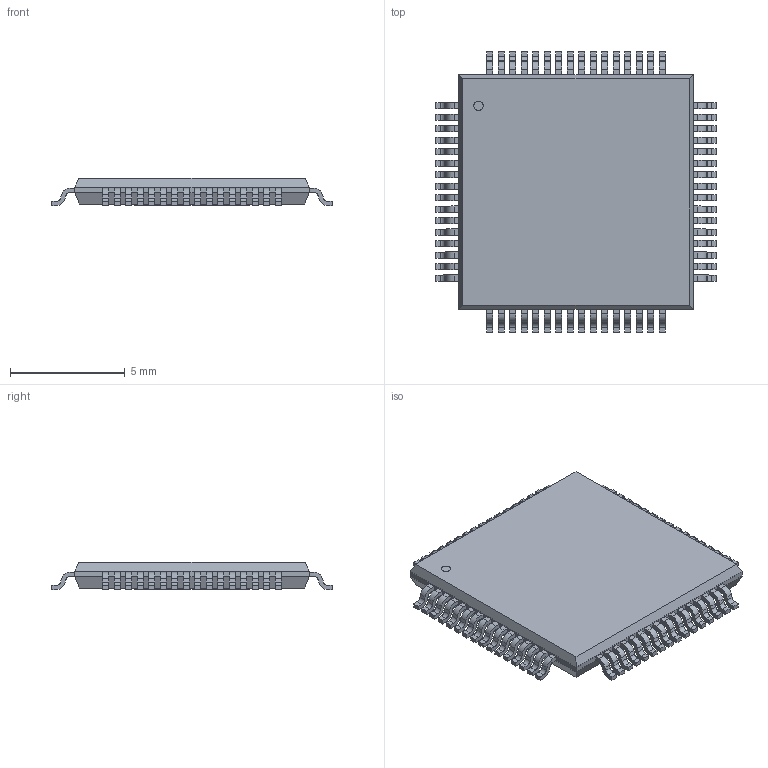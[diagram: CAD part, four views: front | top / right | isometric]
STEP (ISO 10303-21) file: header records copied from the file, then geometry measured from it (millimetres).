
FILE_DESCRIPTION(('STEP AP214'),'1');
FILE_NAME('PAP64_5X5','2019-05-20T18:02:39',(''),(''),'','','');
FILE_SCHEMA(('AUTOMOTIVE_DESIGN'));
Length unit declared in the file: millimetre
Products named in the file (1): product
Bounding box: 12.19 x 12.19 x 1.2 mm (x, y, z)
Volume: 0 mm3; surface area: 377.8 mm2
Topology: 1 solids, 917 shells, 919 faces, 4691 edges, 4690 vertices
Faces by surface type: plane 662, cylinder 257
Full cylindrical faces by diameter (mm): 0.408 x1
Entity records: 51572 total; most frequent: CARTESIAN_POINT 10301, VERTEX_POINT 9378, DIRECTION 7558, ORIENTED_EDGE 4692, EDGE_CURVE 4690, LINE 3664, VECTOR 3664, AXIS2_PLACEMENT_3D 1947
